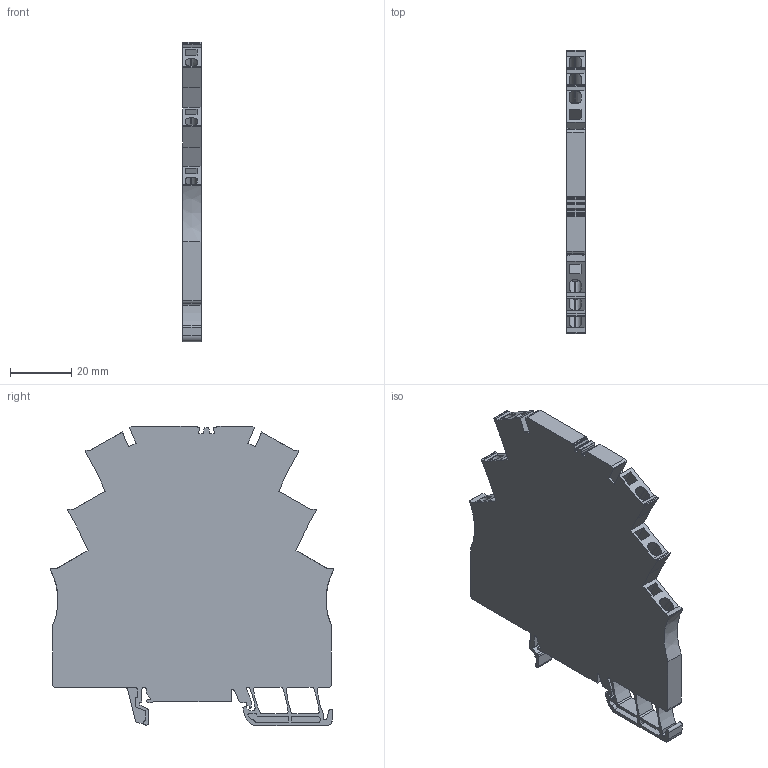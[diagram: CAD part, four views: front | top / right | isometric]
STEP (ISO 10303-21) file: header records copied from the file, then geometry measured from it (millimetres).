
FILE_DESCRIPTION(('CATIA V5 STEP Exchange','CAx-IF Rec.Pracs.--- Model Styling and Organization---1.4--- 2014-01-23'),'2;1');
FILE_NAME ('D1373739_3', '2019-07-30T12:48:58+00:00', ('none'), ('Weidmueller'), 'CATIA Version 5-6 Release 2016 SP3 HF44', 'CATIA V5 STEP AP214', 'none');
FILE_SCHEMA(('AUTOMOTIVE_DESIGN { 1 0 10303 214 1 1 1 1 }'));
Length unit declared in the file: millimetre
Products named in the file (1): 8594840000
Bounding box: 6.1 x 92.44 x 97.8 mm (x, y, z)
Volume: 40129.9 mm3; surface area: 19598.8 mm2
Topology: 11 solids, 11 shells, 468 faces, 1496 edges, 1076 vertices
Faces by surface type: plane 322, cylinder 98, extrusion 33, bspline 15
Entity records: 17088 total; most frequent: CARTESIAN_POINT 4253, ORIENTED_EDGE 2992, DIRECTION 1841, EDGE_CURVE 1496, VERTEX_POINT 1076, VECTOR 925, LINE 892, AXIS2_PLACEMENT_3D 574
